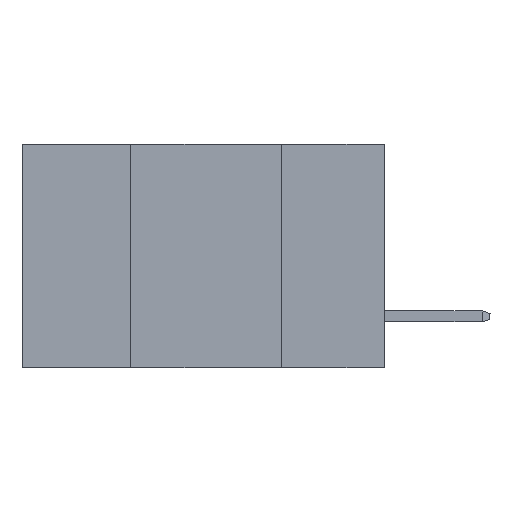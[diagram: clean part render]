
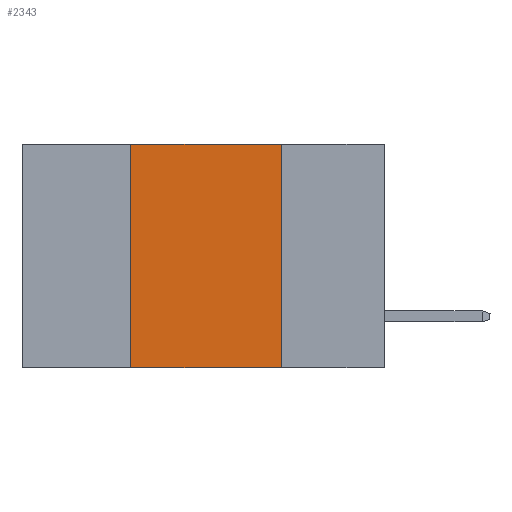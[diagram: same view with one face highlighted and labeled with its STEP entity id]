
A CAD part, left-side view. The second image highlights one B-rep face of the part: STEP entity #2343.
In plain terms, the highlighted planar face has unit normal (-1, 0, 0).
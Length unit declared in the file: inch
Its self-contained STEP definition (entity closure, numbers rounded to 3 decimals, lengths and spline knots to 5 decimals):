
#679 = VECTOR ( 'NONE', #10049, 39.37008 ) ;
#1248 = ORIENTED_EDGE ( 'NONE', *, *, #7025, .F. ) ;
#2343 = ADVANCED_FACE ( 'NONE', ( #12088 ), #9964, .F. ) ;
#2488 = VECTOR ( 'NONE', #15200, 39.37008 ) ;
#2986 = VERTEX_POINT ( 'NONE', #15591 ) ;
#3961 = CARTESIAN_POINT ( 'NONE',  ( 0., 0.6, -0.37 ) ) ;
#4153 = VECTOR ( 'NONE', #7627, 39.37008 ) ;
#4205 = CARTESIAN_POINT ( 'NONE',  ( 0., 0.6, 0. ) ) ;
#6058 = CARTESIAN_POINT ( 'NONE',  ( 0., 0.17, 0. ) ) ;
#6706 = ORIENTED_EDGE ( 'NONE', *, *, #15026, .T. ) ;
#6812 = DIRECTION ( 'NONE',  ( 1., 0., 0. ) ) ;
#7025 = EDGE_CURVE ( 'NONE', #2986, #19282, #16697, .T. ) ;
#7627 = DIRECTION ( 'NONE',  ( 0., 0., -1. ) ) ;
#8307 = EDGE_CURVE ( 'NONE', #12264, #10221, #12518, .T. ) ;
#8478 = CARTESIAN_POINT ( 'NONE',  ( 0., 0.42, 0. ) ) ;
#8636 = AXIS2_PLACEMENT_3D ( 'NONE', #11455, #6812, #11525 ) ;
#9022 = ORIENTED_EDGE ( 'NONE', *, *, #16873, .F. ) ;
#9964 = PLANE ( 'NONE',  #8636 ) ;
#10049 = DIRECTION ( 'NONE',  ( 0., 0., 1. ) ) ;
#10221 = VERTEX_POINT ( 'NONE', #12308 ) ;
#11455 = CARTESIAN_POINT ( 'NONE',  ( 0., 0.6, 0. ) ) ;
#11525 = DIRECTION ( 'NONE',  ( 0., 0., -1. ) ) ;
#12088 = FACE_OUTER_BOUND ( 'NONE', #14235, .T. ) ;
#12264 = VERTEX_POINT ( 'NONE', #13869 ) ;
#12282 = CARTESIAN_POINT ( 'NONE',  ( 0., 0.17, -0.37 ) ) ;
#12308 = CARTESIAN_POINT ( 'NONE',  ( 0., 0.42, 0. ) ) ;
#12518 = LINE ( 'NONE', #8478, #679 ) ;
#13869 = CARTESIAN_POINT ( 'NONE',  ( 0., 0.42, -0.37 ) ) ;
#14235 = EDGE_LOOP ( 'NONE', ( #1248, #9022, #18401, #6706 ) ) ;
#15026 = EDGE_CURVE ( 'NONE', #12264, #19282, #16321, .T. ) ;
#15200 = DIRECTION ( 'NONE',  ( 0., -1., 0. ) ) ;
#15591 = CARTESIAN_POINT ( 'NONE',  ( 0., 0.17, 0. ) ) ;
#16321 = LINE ( 'NONE', #3961, #18025 ) ;
#16496 = LINE ( 'NONE', #4205, #2488 ) ;
#16697 = LINE ( 'NONE', #6058, #4153 ) ;
#16873 = EDGE_CURVE ( 'NONE', #10221, #2986, #16496, .T. ) ;
#18025 = VECTOR ( 'NONE', #19761, 39.37008 ) ;
#18401 = ORIENTED_EDGE ( 'NONE', *, *, #8307, .F. ) ;
#19282 = VERTEX_POINT ( 'NONE', #12282 ) ;
#19761 = DIRECTION ( 'NONE',  ( 0., -1., 0. ) ) ;
